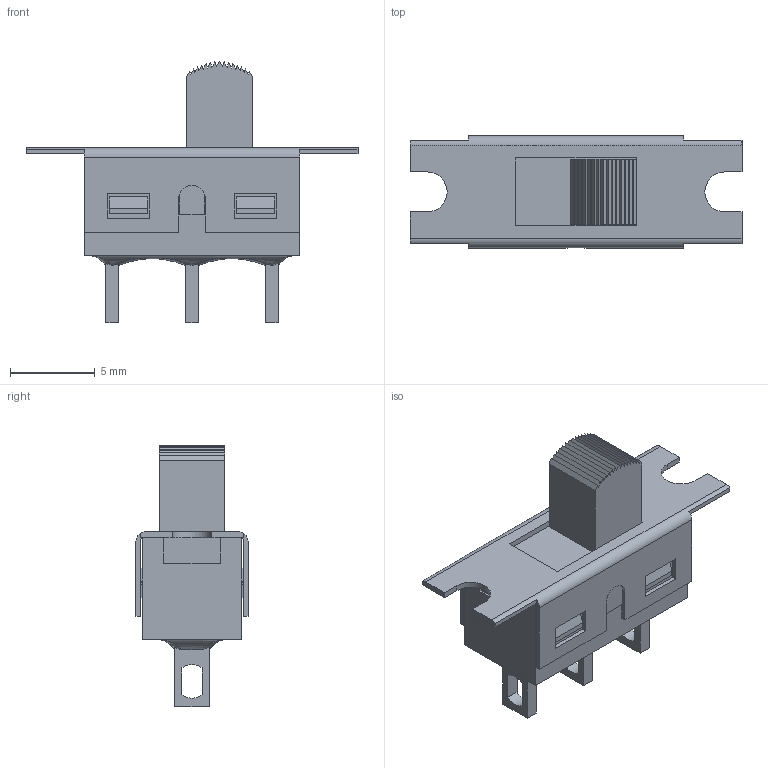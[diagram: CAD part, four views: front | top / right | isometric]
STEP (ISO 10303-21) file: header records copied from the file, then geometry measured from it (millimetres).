
FILE_DESCRIPTION((''),'2;1');
FILE_NAME('500SSP1S1M1xEB.stp','2011-05-03T14:03:35',('blarson'),(''),'Autodesk Inventor 11','Autodesk Inventor 11','');
FILE_SCHEMA(('AUTOMOTIVE_DESIGN { 1 0 10303 214 1 1 1 1 }'));
Length unit declared in the file: millimetre
Products named in the file (5): T511011; 500 SSP BODY; 500 SSP COVER W-EARS; 500 ACTUATOR S1; 500 SSP M1
Assembly tree (4 placements, depth 2):
  T511011
    500 SSP BODY
    500 SSP COVER W-EARS
    500 ACTUATOR S1
    500 SSP M1
Bounding box: 19.56 x 6.6 x 15.39 mm (x, y, z)
Volume: 360.9 mm3; surface area: 1319.7 mm2
Topology: 4 solids, 4 shells, 208 faces, 572 edges, 381 vertices
Faces by surface type: plane 145, bspline 41, cylinder 21, cone 1
Full cylindrical faces by diameter (mm): 2.4 x1
Entity records: 8026 total; most frequent: CARTESIAN_POINT 2726, ORIENTED_EDGE 1140, DIRECTION 927, EDGE_CURVE 570, VECTOR 473, LINE 473, VERTEX_POINT 381, EDGE_LOOP 235
